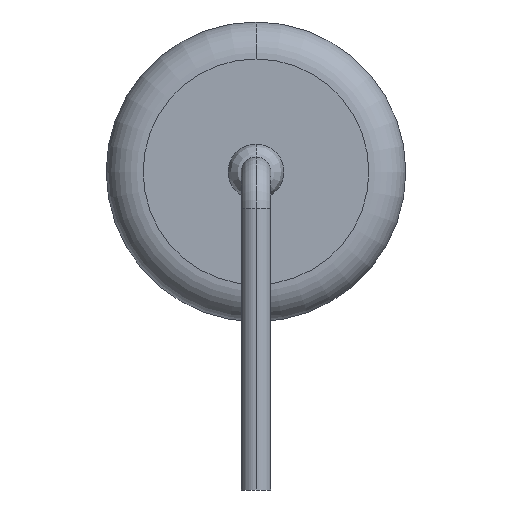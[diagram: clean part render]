
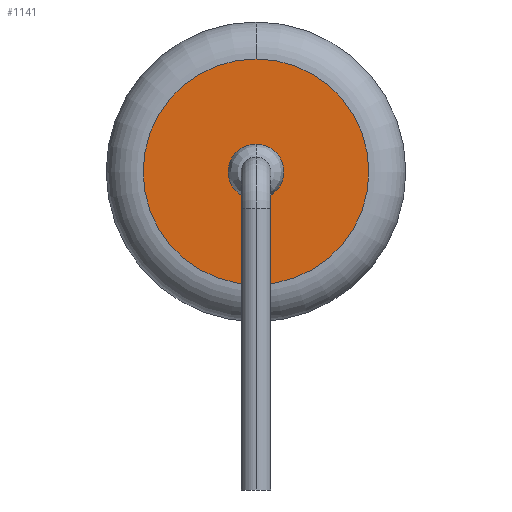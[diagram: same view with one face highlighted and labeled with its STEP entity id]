
A CAD part, left-side view. The second image highlights one B-rep face of the part: STEP entity #1141.
In plain terms, the highlighted planar face has unit normal (-1, 0, 0).
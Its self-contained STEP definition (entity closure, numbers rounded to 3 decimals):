
#669=CARTESIAN_POINT('',(-12.25,0.,7.1));
#670=VERTEX_POINT('',#669);
#678=CARTESIAN_POINT('',(-12.25,0.,1.));
#679=VERTEX_POINT('',#678);
#680=CARTESIAN_POINT('',(-12.25,0.0,4.05));
#681=DIRECTION('',(1.0,0.0,0.0));
#682=DIRECTION('',(0.0,0.0,-1.0));
#683=AXIS2_PLACEMENT_3D('',#680,#681,#682);
#684=CIRCLE('',#683,3.05);
#685=EDGE_CURVE('',#670,#679,#684,.T.);
#1104=CARTESIAN_POINT('',(-12.25,0.0,4.05));
#1105=DIRECTION('',(1.0,0.0,0.0));
#1106=DIRECTION('',(0.0,0.0,-1.0));
#1107=AXIS2_PLACEMENT_3D('',#1104,#1105,#1106);
#1108=CIRCLE('',#1107,3.05);
#1109=EDGE_CURVE('',#679,#670,#1108,.T.);
#1132=CARTESIAN_POINT('',(-12.25,0.0,4.05));
#1133=DIRECTION('',(-1.0,0.0,0.0));
#1134=DIRECTION('',(0.0,0.0,1.0));
#1135=AXIS2_PLACEMENT_3D('',#1132,#1133,#1134);
#1136=PLANE('',#1135);
#1137=ORIENTED_EDGE('',*,*,#685,.F.);
#1138=ORIENTED_EDGE('',*,*,#1109,.F.);
#1139=EDGE_LOOP('',(#1137,#1138));
#1140=FACE_OUTER_BOUND('',#1139,.T.);
#1141=ADVANCED_FACE('',(#1140),#1136,.T.);
